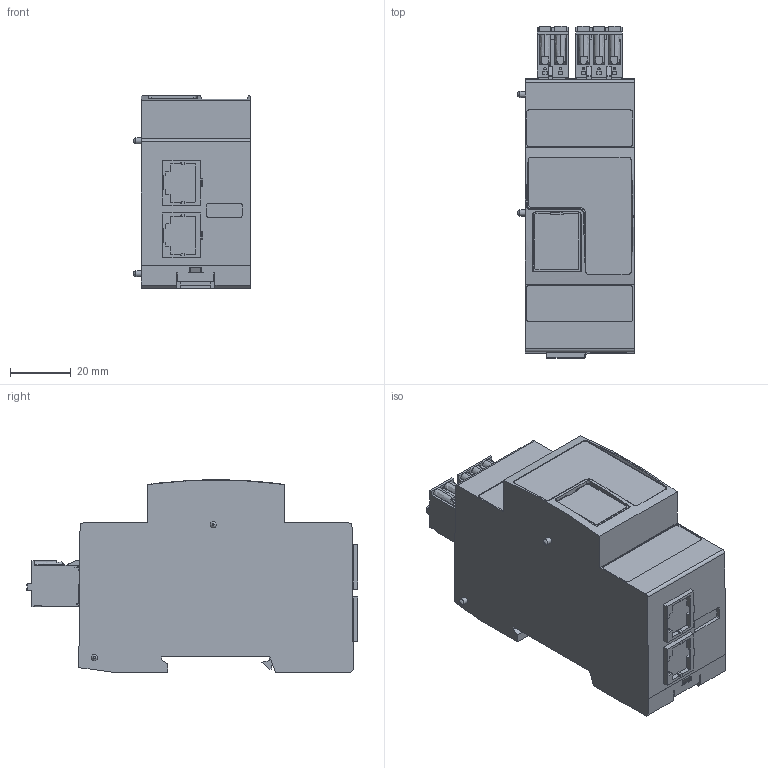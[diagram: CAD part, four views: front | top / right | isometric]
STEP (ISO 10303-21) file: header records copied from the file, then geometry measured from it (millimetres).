
FILE_DESCRIPTION(/* description */ (''),/* implementation_level */ '2;1');
FILE_NAME(/* name */ 'CGI1319-00-3D.stp',/* time_stamp */ '2017-02-16T10:11:34+01:00',/* author */ ('bonpie2'),/* organization */ (''),/* preprocessor_version */ 'ST-DEVELOPER v16.5',/* originating_system */ 'AutoCAD Mechanical',/* authorisation */ '');
FILE_SCHEMA (('AUTOMOTIVE_DESIGN { 1 0 10303 214 3 1 1 }'));
Length unit declared in the file: millimetre
Products named in the file (2): Product; CGI1319-00
Assembly tree (1 placements, depth 2):
  Product
    CGI1319-00
Bounding box: 38.2 x 108.99 x 63.18 mm (x, y, z)
Volume: 176128.9 mm3; surface area: 25230.7 mm2
Topology: 3 solids, 7 shells, 852 faces, 2421 edges, 1614 vertices
Faces by surface type: plane 641, cylinder 180, bspline 19, cone 7, sphere 5
Full cylindrical faces by diameter (mm): 2 x3, 2.2 x1, 4 x5
Entity records: 27831 total; most frequent: CARTESIAN_POINT 5582, ORIENTED_EDGE 4774, DIRECTION 4374, EDGE_CURVE 2387, LINE 1874, VECTOR 1874, VERTEX_POINT 1598, AXIS2_PLACEMENT_3D 1250
